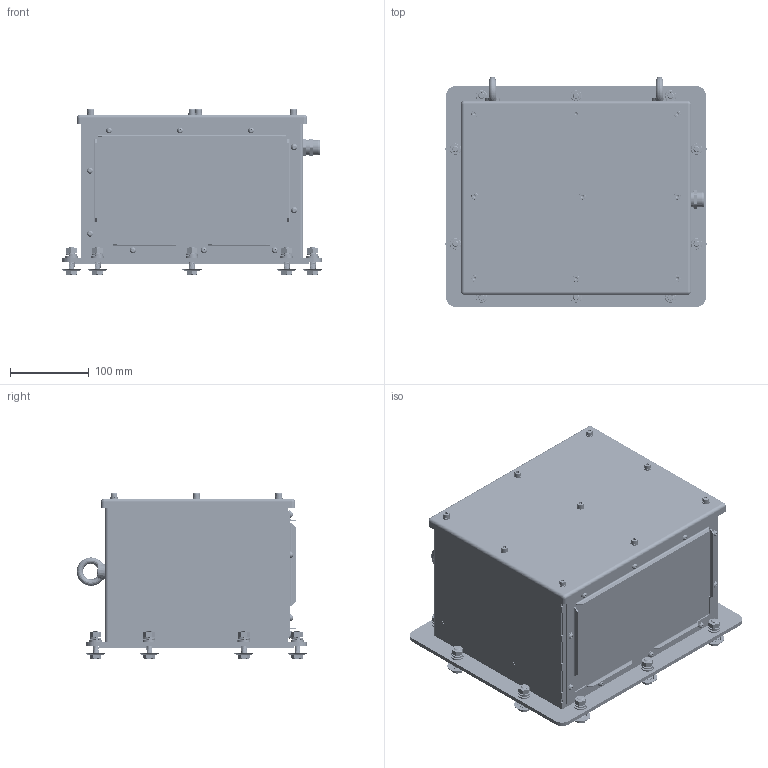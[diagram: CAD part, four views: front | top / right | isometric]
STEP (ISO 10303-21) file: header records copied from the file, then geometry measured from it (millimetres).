
FILE_DESCRIPTION((''),'2;1');
FILE_NAME('6100_MINI_EPV_ASM','2024-12-10T10:37:13',('dfuhrer'),(''),'CREO PARAMETRIC BY PTC INC, 2022284','CREO PARAMETRIC BY PTC INC, 2022284','');
FILE_SCHEMA(('CONFIG_CONTROL_DESIGN','SHAPE_APPEARANCE_LAYERS_GROUPS'));
Products named in the file (59): 104-6884_1; FHS-M8-12; BS-M5-2; PEM_BS-M4-2; 104-6884_1_ASM; 104-6884_2; 104-6884_3; FHS-M3-12-PENNENGINEERING-3D-11; 104-6884_2_ASM; 104-6884_4; FHS-M5-10; 104-6884_4_ASM; 104-6884_5; 104-6884_5_ASM; 104-6884_6; 104-6884_6_ASM; 104-6884_ASM; 104-6885; 104-6886_AF0; 104-6886_AF1; 104-6887_AF0; 104-6887_AF1; 104-6888_AF1; 104-6889_AF1; ASM_1834-13-SSS_; ASM_M5_THREADED-WASHER; MMP_COVER_GASKT_1-PC; 6100_MINI_EPV_COVER_ASM; 104-6890_AF1; 104-6903; 104-6891_AF1; 104-6893; WASH_M5_FLAT; 92148A170_TYPE_18-8_STAINLESS_S; M5X10_BHCS; 6100_MINI_EPV_DISC_ASM; 104-6898_AF0; 104-6898_AF1; 104-6899_AF0; 104-6899_AF1 ...
Assembly tree (143 placements, depth 4):
  6100_MINI_EPV_ASM
    104-6884_ASM
      104-6884_1_ASM
        104-6884_1
        FHS-M8-12  x2
        BS-M5-2  x8
        PEM_BS-M4-2  x10
      104-6884_2_ASM
        104-6884_2
        104-6884_3
        FHS-M3-12-PENNENGINEERING-3D-11  x4
      104-6884_4_ASM
        104-6884_4
        FHS-M5-10  x3
        FHS-M3-12-PENNENGINEERING-3D-11  x2
      104-6884_5_ASM
        104-6884_5
        BS-M5-2  x5
      104-6884_6_ASM
        104-6884_6
        BS-M5-2
    6100_MINI_EPV_COVER_ASM
      104-6885
      104-6886_AF0
      104-6886_AF1
      104-6887_AF0
      104-6887_AF1
      104-6888_AF1
      104-6889_AF1
      ASM_1834-13-SSS_  x9
      ASM_M5_THREADED-WASHER  x9
      MMP_COVER_GASKT_1-PC
    104-6890_AF1
    104-6903
    104-6891_AF1
    6100_MINI_EPV_DISC_ASM
      104-6893
      WASH_M5_FLAT
      92148A170_TYPE_18-8_STAINLESS_S
      M5X10_BHCS
    104-6898_AF0
    104-6898_AF1
    104-6899_AF0
    104-6899_AF1
    104-6900_ASM
      104-6900_1_AF0
      104-6900_2_AF0
    104-6901  x2
    104-6902  x2
    WASH_M5_FLAT  x5
    M5X12_BHCS  x5
    93475A230_TYPE_18-8_STAINLESS_S  x10
    92095A192_BUTTON_HEAD_HEX_DRIVE  x10
    EYE-NUT_M8_MC-3155T110  x2
    O-RING_11_16-9_16
    LOCKING_NUT_M16X1_5
    M16_CABLE_GLAND_
    EPV_MNT_HRDWR_ASM  x10
      93635A326_316_STAINLESS_STEEL_H
      75312_STP
Bounding box: 331.4 x 292.7 x 209.89 mm (x, y, z)
Volume: 1372291.6 mm3; surface area: 1310541.8 mm2
Topology: 169 solids, 233 shells, 8764 faces, 22596 edges, 14632 vertices
Faces by surface type: plane 4153, cylinder 3115, cone 1004, torus 224, bspline 210, sphere 58
Entity records: 127745 total; most frequent: CARTESIAN_POINT 59960, ORIENTED_EDGE 11514, DIRECTION 11333, EDGE_CURVE 5762, AXIS2_PLACEMENT_3D 3792, VERTEX_POINT 3750, VECTOR 3749, LINE 3749
